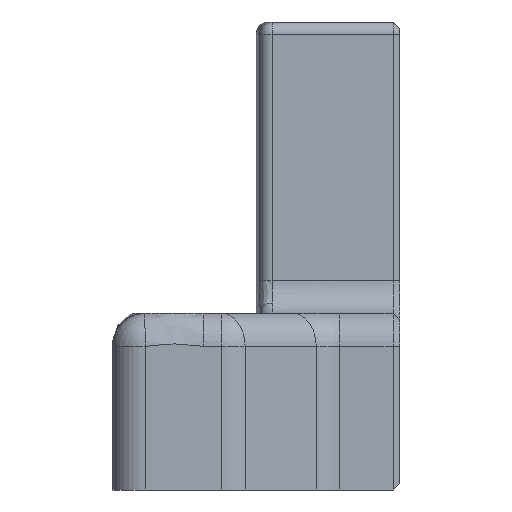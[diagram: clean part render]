
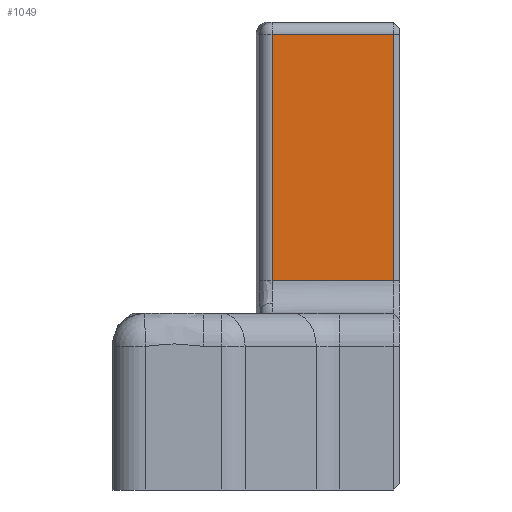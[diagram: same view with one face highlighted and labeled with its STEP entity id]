
A CAD part, front view. The second image highlights one B-rep face of the part: STEP entity #1049.
In plain terms, the highlighted planar face has unit normal (0, -1, 0).
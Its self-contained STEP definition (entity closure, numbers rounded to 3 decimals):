
#14 = EDGE_CURVE ( 'NONE', #4439, #1307, #2959, .T. ) ;
#195 = LINE ( 'NONE', #2630, #2208 ) ;
#251 = CARTESIAN_POINT ( 'NONE',  ( 589.526, -98.746, 10. ) ) ;
#615 = PLANE ( 'NONE',  #3493 ) ;
#656 = EDGE_CURVE ( 'NONE', #1307, #1776, #2183, .T. ) ;
#682 = EDGE_LOOP ( 'NONE', ( #2227, #2958, #4026, #2654 ) ) ;
#1049 = ADVANCED_FACE ( 'NONE', ( #1254 ), #615, .T. ) ;
#1183 = EDGE_CURVE ( 'NONE', #1776, #3051, #3056, .T. ) ;
#1231 = CARTESIAN_POINT ( 'NONE',  ( 589.526, -98.746, 10. ) ) ;
#1254 = FACE_OUTER_BOUND ( 'NONE', #682, .T. ) ;
#1307 = VERTEX_POINT ( 'NONE', #251 ) ;
#1343 = CARTESIAN_POINT ( 'NONE',  ( 582.15, -98.746, 8. ) ) ;
#1516 = VECTOR ( 'NONE', #2326, 1000. ) ;
#1776 = VERTEX_POINT ( 'NONE', #2591 ) ;
#1984 = EDGE_CURVE ( 'NONE', #3051, #4439, #195, .T. ) ;
#2001 = DIRECTION ( 'NONE',  ( 0., 0., 1. ) ) ;
#2183 = LINE ( 'NONE', #2804, #1516 ) ;
#2208 = VECTOR ( 'NONE', #3649, 1000. ) ;
#2227 = ORIENTED_EDGE ( 'NONE', *, *, #1984, .F. ) ;
#2243 = VECTOR ( 'NONE', #2623, 1000. ) ;
#2326 = DIRECTION ( 'NONE',  ( -1., 0., 0. ) ) ;
#2591 = CARTESIAN_POINT ( 'NONE',  ( 582.15, -98.746, 10. ) ) ;
#2623 = DIRECTION ( 'NONE',  ( 0., 0., -1. ) ) ;
#2630 = CARTESIAN_POINT ( 'NONE',  ( 0., -98.746, 25. ) ) ;
#2654 = ORIENTED_EDGE ( 'NONE', *, *, #14, .F. ) ;
#2737 = DIRECTION ( 'NONE',  ( 0., -1., 0. ) ) ;
#2804 = CARTESIAN_POINT ( 'NONE',  ( 0., -98.746, 10. ) ) ;
#2958 = ORIENTED_EDGE ( 'NONE', *, *, #1183, .F. ) ;
#2959 = LINE ( 'NONE', #1231, #2243 ) ;
#3051 = VERTEX_POINT ( 'NONE', #3467 ) ;
#3056 = LINE ( 'NONE', #1343, #3116 ) ;
#3091 = CARTESIAN_POINT ( 'NONE',  ( 589.526, -98.746, 25. ) ) ;
#3116 = VECTOR ( 'NONE', #3629, 1000. ) ;
#3467 = CARTESIAN_POINT ( 'NONE',  ( 582.15, -98.746, 25. ) ) ;
#3493 = AXIS2_PLACEMENT_3D ( 'NONE', #4466, #2737, #2001 ) ;
#3629 = DIRECTION ( 'NONE',  ( 0., 0., 1. ) ) ;
#3649 = DIRECTION ( 'NONE',  ( 1., 0., 0. ) ) ;
#4026 = ORIENTED_EDGE ( 'NONE', *, *, #656, .F. ) ;
#4439 = VERTEX_POINT ( 'NONE', #3091 ) ;
#4466 = CARTESIAN_POINT ( 'NONE',  ( 0., -98.746, 8. ) ) ;
